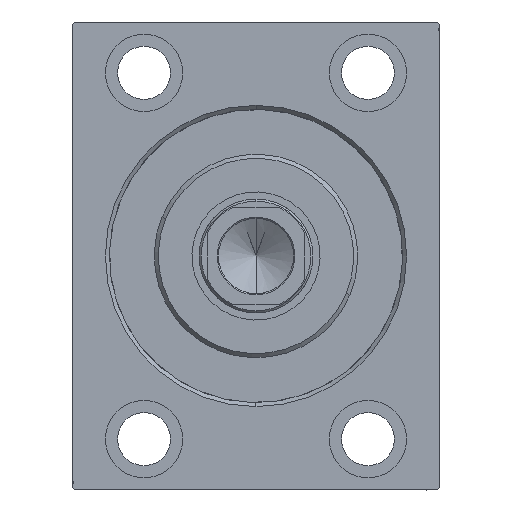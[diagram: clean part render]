
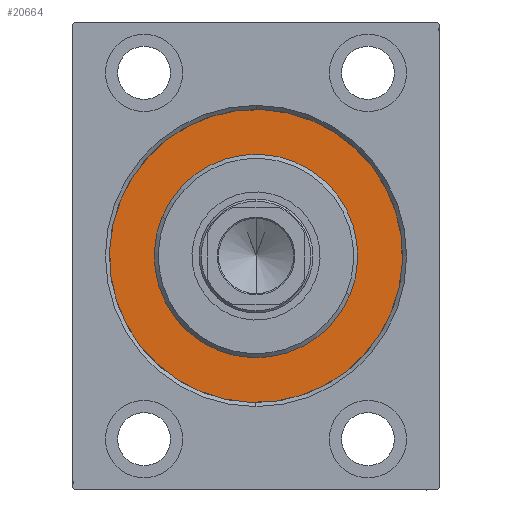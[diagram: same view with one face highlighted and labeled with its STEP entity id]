
A CAD part, left-side view. The second image highlights one B-rep face of the part: STEP entity #20664.
In plain terms, the highlighted face is planar.
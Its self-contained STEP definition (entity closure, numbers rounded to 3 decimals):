
#699 = DIRECTION ( 'NONE',  ( -1., 0., 0. ) ) ;
#896 = DIRECTION ( 'NONE',  ( 1., 0., 0. ) ) ;
#1349 = FACE_BOUND ( 'NONE', #10205, .T. ) ;
#1940 = ORIENTED_EDGE ( 'NONE', *, *, #32276, .F. ) ;
#2407 = DIRECTION ( 'NONE',  ( 0., 0., 1. ) ) ;
#2852 = CIRCLE ( 'NONE', #27989, 36. ) ;
#4800 = EDGE_CURVE ( 'NONE', #38401, #36801, #39144, .T. ) ;
#5521 = CARTESIAN_POINT ( 'NONE',  ( 0., 0., -36. ) ) ;
#6002 = CARTESIAN_POINT ( 'NONE',  ( 0., 0., 0. ) ) ;
#9142 = AXIS2_PLACEMENT_3D ( 'NONE', #6002, #29617, #2407 ) ;
#10205 = EDGE_LOOP ( 'NONE', ( #38508, #13193 ) ) ;
#11481 = CARTESIAN_POINT ( 'NONE',  ( 0., 0., 0. ) ) ;
#11791 = CARTESIAN_POINT ( 'NONE',  ( 0., 0., 25. ) ) ;
#13193 = ORIENTED_EDGE ( 'NONE', *, *, #4800, .F. ) ;
#14203 = FACE_OUTER_BOUND ( 'NONE', #33666, .T. ) ;
#14395 = CARTESIAN_POINT ( 'NONE',  ( 0., 0., 0. ) ) ;
#14833 = DIRECTION ( 'NONE',  ( 0., 0., 1. ) ) ;
#17316 = DIRECTION ( 'NONE',  ( 0., 0., -1. ) ) ;
#17417 = ORIENTED_EDGE ( 'NONE', *, *, #19995, .F. ) ;
#18413 = CARTESIAN_POINT ( 'NONE',  ( 0., 0., 0. ) ) ;
#18889 = DIRECTION ( 'NONE',  ( 0., 0., -1. ) ) ;
#19918 = CIRCLE ( 'NONE', #19952, 25. ) ;
#19952 = AXIS2_PLACEMENT_3D ( 'NONE', #20571, #34313, #18889 ) ;
#19995 = EDGE_CURVE ( 'NONE', #22166, #41264, #40741, .T. ) ;
#20571 = CARTESIAN_POINT ( 'NONE',  ( 0., 0., 0. ) ) ;
#20659 = CARTESIAN_POINT ( 'NONE',  ( 0., 0., -25. ) ) ;
#20664 = ADVANCED_FACE ( 'NONE', ( #1349, #14203 ), #24743, .F. ) ;
#22166 = VERTEX_POINT ( 'NONE', #5521 ) ;
#24743 = PLANE ( 'NONE',  #28559 ) ;
#26237 = EDGE_CURVE ( 'NONE', #36801, #38401, #19918, .T. ) ;
#27989 = AXIS2_PLACEMENT_3D ( 'NONE', #18413, #35517, #14833 ) ;
#28559 = AXIS2_PLACEMENT_3D ( 'NONE', #11481, #699, #28782 ) ;
#28782 = DIRECTION ( 'NONE',  ( 0., 0., 1. ) ) ;
#29617 = DIRECTION ( 'NONE',  ( -1., 0., 0. ) ) ;
#30642 = CARTESIAN_POINT ( 'NONE',  ( 0., 0., 36. ) ) ;
#32276 = EDGE_CURVE ( 'NONE', #41264, #22166, #2852, .T. ) ;
#33666 = EDGE_LOOP ( 'NONE', ( #17417, #1940 ) ) ;
#34313 = DIRECTION ( 'NONE',  ( 1., 0., 0. ) ) ;
#35517 = DIRECTION ( 'NONE',  ( -1., 0., 0. ) ) ;
#36801 = VERTEX_POINT ( 'NONE', #11791 ) ;
#38401 = VERTEX_POINT ( 'NONE', #20659 ) ;
#38508 = ORIENTED_EDGE ( 'NONE', *, *, #26237, .F. ) ;
#39144 = CIRCLE ( 'NONE', #43449, 25. ) ;
#40741 = CIRCLE ( 'NONE', #9142, 36. ) ;
#41264 = VERTEX_POINT ( 'NONE', #30642 ) ;
#43449 = AXIS2_PLACEMENT_3D ( 'NONE', #14395, #896, #17316 ) ;
